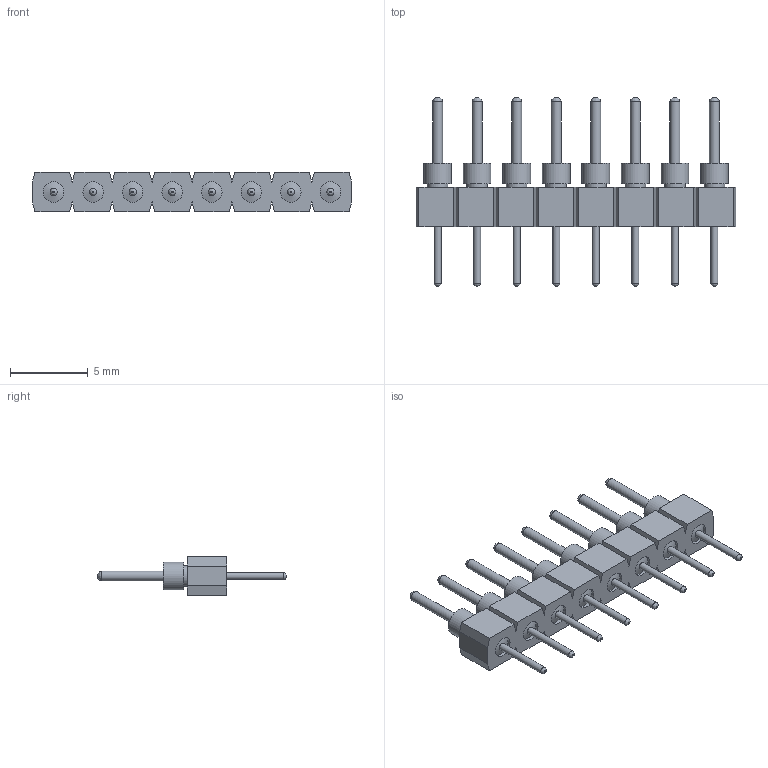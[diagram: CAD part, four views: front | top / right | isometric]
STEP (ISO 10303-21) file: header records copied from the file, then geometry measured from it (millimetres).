
FILE_DESCRIPTION( ( 'STEP AP214' ), '1' );
FILE_NAME( 'TS-108-T-A.stp', '2019-10-02T03:34:04', ( '' ), ( '' ), ' ', 'PARTsolutions', ' ' );
FILE_SCHEMA( ( 'AUTOMOTIVE_DESIGN { 1 0 10303 214 1 1 1 1 }' ) );
Length unit declared in the file: inch
Products named in the file (3): TS-108-T-A; _TS-108-G-A_socket; _-101-G-A_pins
Assembly tree (9 placements, depth 2):
  TS-108-T-A
    _TS-108-G-A_socket
    _-101-G-A_pins  x8
Bounding box: 20.52 x 12.12 x 2.54 mm (x, y, z)
Volume: 164.3 mm3; surface area: 620.7 mm2
Topology: 9 solids, 9 shells, 188 faces, 398 edges, 260 vertices
Faces by surface type: plane 100, cylinder 56, bspline 16, cone 16
Full cylindrical faces by diameter (mm): 0.457 x8, 0.635 x8, 1.321 x24, 1.778 x16
Entity records: 3412 total; most frequent: CARTESIAN_POINT 494, DIRECTION 436, ORIENTED_EDGE 390, EDGE_CURVE 195, LINE 150, VECTOR 150, VERTEX_POINT 145, AXIS2_PLACEMENT_3D 143
